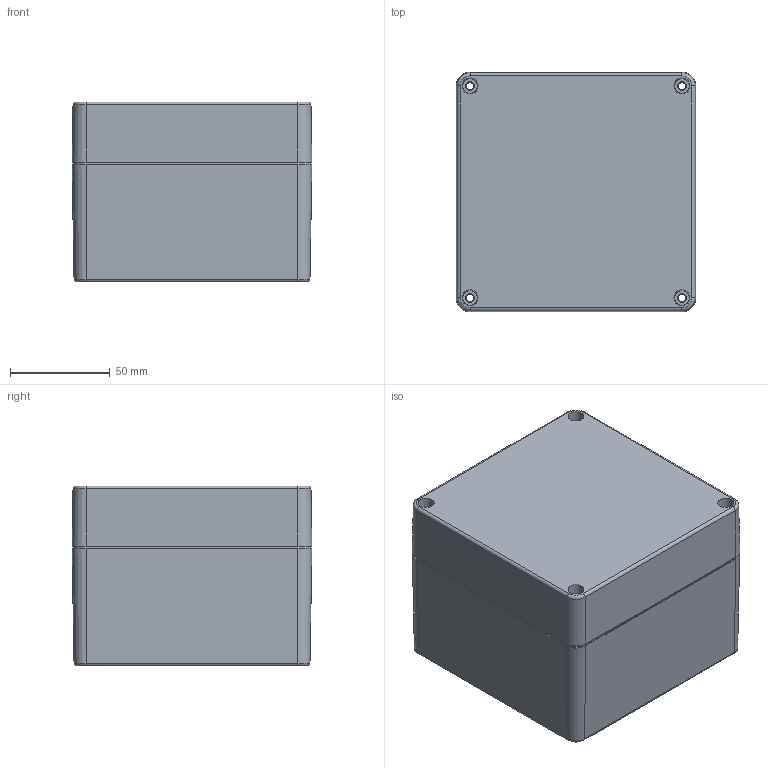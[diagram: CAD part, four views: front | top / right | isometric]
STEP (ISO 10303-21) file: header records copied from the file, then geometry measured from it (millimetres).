
FILE_DESCRIPTION (( 'STEP AP214' ), '1' );
FILE_NAME ('G279.STEP', '2009-09-09T02:17:58', ( 'NEF User' ), ( 'NEF User' ), 'SwSTEP 2.0', 'SolidWorks 2009', '' );
FILE_SCHEMA (( 'AUTOMOTIVE_DESIGN' ));
Length unit declared in the file: millimetre
Products named in the file (1): G279
Bounding box: 120 x 120 x 90 mm (x, y, z)
Volume: 240499.5 mm3; surface area: 169665 mm2
Topology: 2 solids, 2 shells, 592 faces, 1522 edges, 976 vertices
Faces by surface type: plane 250, cone 176, cylinder 154, torus 8, bspline 4
Entity records: 18260 total; most frequent: CARTESIAN_POINT 3478, DIRECTION 3209, ORIENTED_EDGE 3012, EDGE_CURVE 1506, AXIS2_PLACEMENT_3D 1199, VERTEX_POINT 976, VECTOR 811, LINE 811
